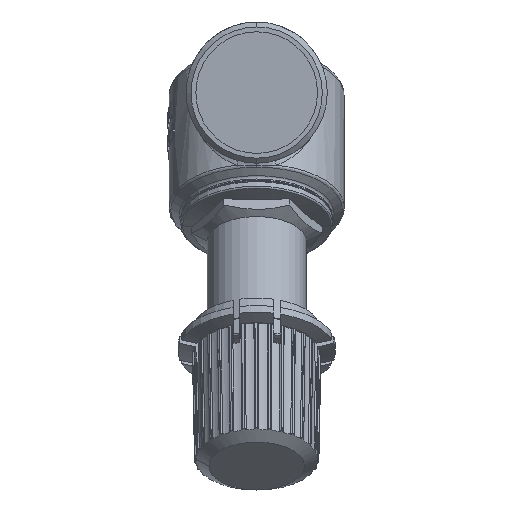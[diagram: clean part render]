
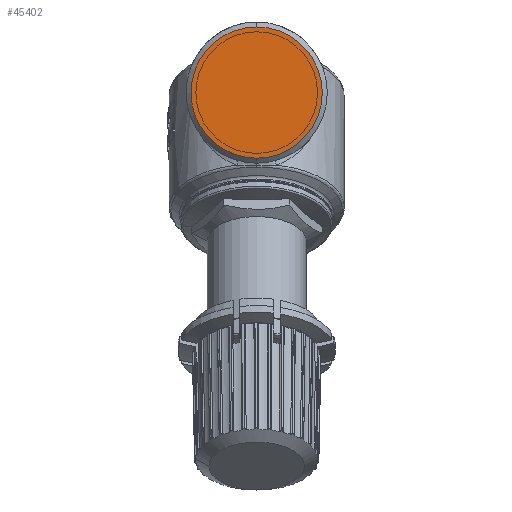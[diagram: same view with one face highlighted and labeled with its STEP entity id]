
A CAD part, left-side view. The second image highlights one B-rep face of the part: STEP entity #45402.
In plain terms, the highlighted planar face has unit normal (-1, 0, 0).
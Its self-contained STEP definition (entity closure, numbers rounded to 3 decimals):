
#18864=CARTESIAN_POINT('',(-61.,0.,0.));
#18865=DIRECTION('',(-1.,0.,0.));
#18866=DIRECTION('',(0.,0.,-1.));
#18867=AXIS2_PLACEMENT_3D('',#18864,#18865,#18866);
#18873=CARTESIAN_POINT('',(-61.,0.,0.));
#18874=DIRECTION('',(1.,0.,0.));
#18875=DIRECTION('',(0.,0.,-1.));
#18876=AXIS2_PLACEMENT_3D('',#18873,#18874,#18875);
#21525=CARTESIAN_POINT('',(-61.,0.,-19.476));
#21527=VERTEX_POINT('',#21525);
#21529=CARTESIAN_POINT('',(-61.,0.,19.476));
#21531=VERTEX_POINT('',#21529);
#45393=CARTESIAN_POINT('',(-61.,0.,0.));
#45394=DIRECTION('',(1.,0.,0.));
#45395=DIRECTION('',(0.,0.,1.));
#45396=AXIS2_PLACEMENT_3D('',#45393,#45394,#45395);
#45397=PLANE('',#45396);
#45398=ORIENTED_EDGE('',*,*,#45388,.T.);
#45399=ORIENTED_EDGE('',*,*,#45372,.F.);
#45400=EDGE_LOOP('',(#45398,#45399));
#45401=FACE_OUTER_BOUND('',#45400,.F.);
#18868=CIRCLE('',#18867,19.476);
#18877=CIRCLE('',#18876,19.476);
#45372=EDGE_CURVE('',#21527,#21531,#18868,.T.);
#45388=EDGE_CURVE('',#21527,#21531,#18877,.T.);
#45402=ADVANCED_FACE('',(#45401),#45397,.F.);
